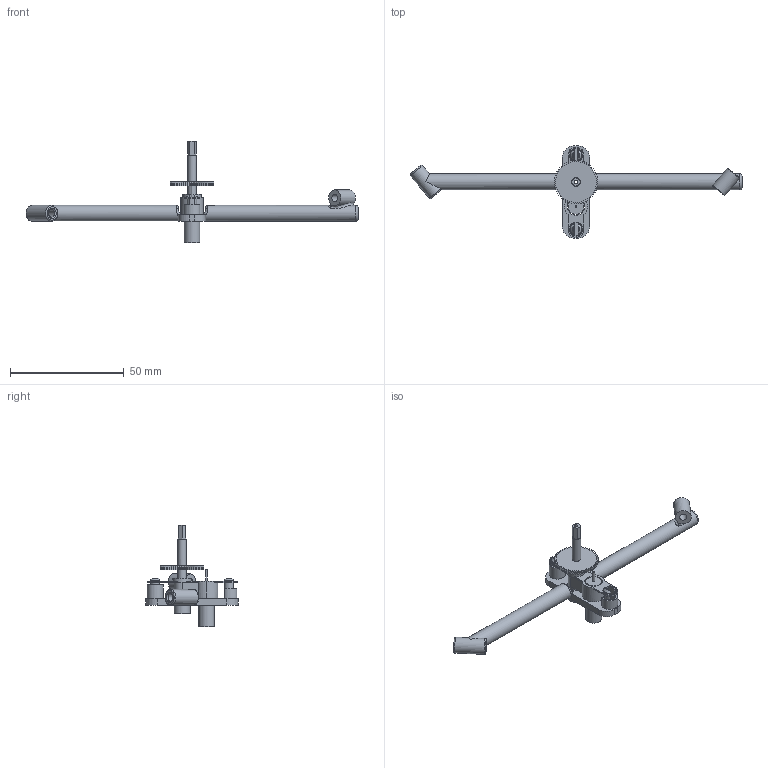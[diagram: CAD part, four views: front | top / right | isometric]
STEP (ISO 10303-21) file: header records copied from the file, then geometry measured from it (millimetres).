
FILE_DESCRIPTION(/* description */ (''),/* implementation_level */ '2;1');
FILE_NAME(/* name */ 'Assamble grand Helice 3 v5.step',/* time_stamp */ '2023-06-14T11:19:11+02:00',/* author */ (''),/* organization */ (''),/* preprocessor_version */ 'ST-DEVELOPER v19.2',/* originating_system */ 'Autodesk Translation Framework v12.6.0.85',/* authorisation */ '');
FILE_SCHEMA (('AUTOMOTIVE_DESIGN { 1 0 10303 214 3 1 1 }'));
Length unit declared in the file: millimetre
Products named in the file (5): Assamble grand Helice 3; 5-Attache_moteur_avancer; Union gear Helice 2; ServoMotor; gear
Assembly tree (4 placements, depth 2):
  Assamble grand Helice 3
    5-Attache_moteur_avancer
    Union gear Helice 2
    ServoMotor
    gear
Bounding box: 146 x 40.49 x 44.5 mm (x, y, z)
Volume: 7672.7 mm3; surface area: 9768.9 mm2
Topology: 4 solids, 5 shells, 355 faces, 958 edges, 625 vertices
Faces by surface type: plane 212, cylinder 112, torus 20, bspline 7, cone 4
Full cylindrical faces by diameter (mm): 0.8 x1, 1.342 x1, 1.4 x1, 3.2 x1, 3.5 x3, 3.8 x2, 5.5 x1, 6 x2, 6.015 x1, 6.1 x1, 7 x5, 7.6 x1, 7.671 x1, 8.126 x1, 10 x1
Entity records: 12175 total; most frequent: CARTESIAN_POINT 2960, ORIENTED_EDGE 1916, DIRECTION 1890, EDGE_CURVE 958, AXIS2_PLACEMENT_3D 642, VERTEX_POINT 625, LINE 606, VECTOR 606
